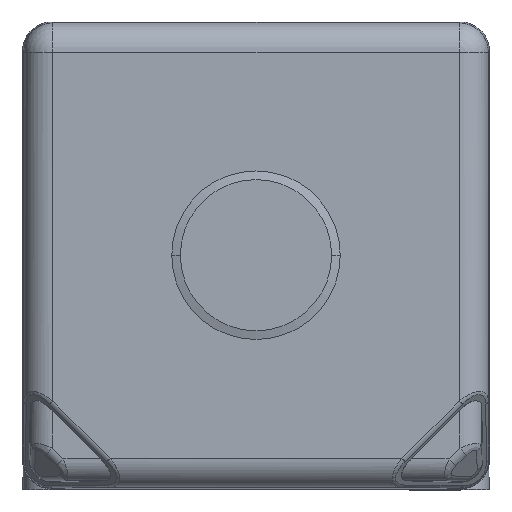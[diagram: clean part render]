
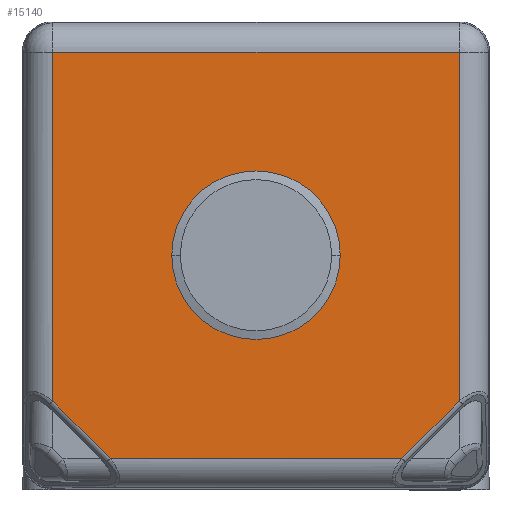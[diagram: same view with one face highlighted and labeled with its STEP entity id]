
A CAD part, top view. The second image highlights one B-rep face of the part: STEP entity #15140.
In plain terms, the highlighted planar face has unit normal (0, 0, 1).
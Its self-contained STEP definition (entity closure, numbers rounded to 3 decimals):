
#2588=DIRECTION('',(-1.,0.,0.));
#2589=VECTOR('',#2588,34.946);
#2590=CARTESIAN_POINT('',(17.473,17.473,12.21));
#2591=LINE('',#2590,#2589);
#2631=DIRECTION('',(0.,1.,0.));
#2632=VECTOR('',#2631,30.006);
#2633=CARTESIAN_POINT('',(17.473,-12.533,12.21));
#2634=LINE('',#2633,#2632);
#2784=CARTESIAN_POINT('',(12.533,-17.473,12.21));
#2810=CARTESIAN_POINT('',(-12.533,-17.473,
12.21));
#2812=DIRECTION('',(1.,0.,0.));
#2813=VECTOR('',#2812,25.066);
#2814=CARTESIAN_POINT('',(-12.533,-17.473,
12.21));
#2815=LINE('',#2814,#2813);
#2960=DIRECTION('',(0.,-1.,0.));
#2961=VECTOR('',#2960,30.006);
#2962=CARTESIAN_POINT('',(-17.473,17.473,12.21));
#2963=LINE('',#2962,#2961);
#2964=DIRECTION('',(-0.707,-0.707,0.));
#2965=VECTOR('',#2964,6.986);
#2966=CARTESIAN_POINT('',(17.473,-12.533,12.21));
#2967=LINE('',#2966,#2965);
#2968=DIRECTION('',(-0.707,0.707,0.));
#2969=VECTOR('',#2968,6.986);
#2970=CARTESIAN_POINT('',(-12.533,-17.473,
12.21));
#2971=LINE('',#2970,#2969);
#2972=CARTESIAN_POINT('',(0.,0.,12.21));
#2973=DIRECTION('',(0.,0.,1.));
#2974=DIRECTION('',(-1.,0.,0.));
#2975=AXIS2_PLACEMENT_3D('',#2972,#2973,#2974);
#2977=CARTESIAN_POINT('',(0.,0.,12.21));
#2978=DIRECTION('',(0.,0.,1.));
#2979=DIRECTION('',(1.,0.,0.));
#2980=AXIS2_PLACEMENT_3D('',#2977,#2978,#2979);
#8671=VERTEX_POINT('',#2810);
#8675=VERTEX_POINT('',#2784);
#8680=CARTESIAN_POINT('',(17.473,-12.533,12.21));
#8681=VERTEX_POINT('',#8680);
#8684=CARTESIAN_POINT('',(-17.473,-12.533,
12.21));
#8685=VERTEX_POINT('',#8684);
#8686=CARTESIAN_POINT('',(-17.473,17.473,12.21));
#8687=VERTEX_POINT('',#8686);
#8688=CARTESIAN_POINT('',(17.473,17.473,12.21));
#8689=VERTEX_POINT('',#8688);
#8690=CARTESIAN_POINT('',(-7.246,0.,12.21));
#8691=CARTESIAN_POINT('',(7.246,0.,12.21));
#8692=VERTEX_POINT('',#8690);
#8693=VERTEX_POINT('',#8691);
#15119=CARTESIAN_POINT('',(0.,0.,12.21));
#15120=DIRECTION('',(0.,0.,1.));
#15121=DIRECTION('',(0.,-1.,0.));
#15122=AXIS2_PLACEMENT_3D('',#15119,#15120,#15121);
#15123=PLANE('',#15122);
#15125=ORIENTED_EDGE('',*,*,#15124,.T.);
#15126=ORIENTED_EDGE('',*,*,#14811,.F.);
#15128=ORIENTED_EDGE('',*,*,#15127,.T.);
#15129=ORIENTED_EDGE('',*,*,#15107,.F.);
#15130=ORIENTED_EDGE('',*,*,#14406,.F.);
#15131=ORIENTED_EDGE('',*,*,#14486,.F.);
#15132=EDGE_LOOP('',(#15125,#15126,#15128,#15129,#15130,#15131));
#15133=FACE_OUTER_BOUND('',#15132,.F.);
#15135=ORIENTED_EDGE('',*,*,#15134,.T.);
#15137=ORIENTED_EDGE('',*,*,#15136,.T.);
#15138=EDGE_LOOP('',(#15135,#15137));
#15139=FACE_BOUND('',#15138,.F.);
#15140=ADVANCED_FACE('',(#15133,#15139),#15123,.T.);
#2976=CIRCLE('',#2975,7.246);
#2981=CIRCLE('',#2980,7.246);
#14406=EDGE_CURVE('',#8689,#8687,#2591,.T.);
#14486=EDGE_CURVE('',#8681,#8689,#2634,.T.);
#14811=EDGE_CURVE('',#8671,#8675,#2815,.T.);
#15107=EDGE_CURVE('',#8687,#8685,#2963,.T.);
#15124=EDGE_CURVE('',#8681,#8675,#2967,.T.);
#15127=EDGE_CURVE('',#8671,#8685,#2971,.T.);
#15134=EDGE_CURVE('',#8692,#8693,#2976,.T.);
#15136=EDGE_CURVE('',#8693,#8692,#2981,.T.);
